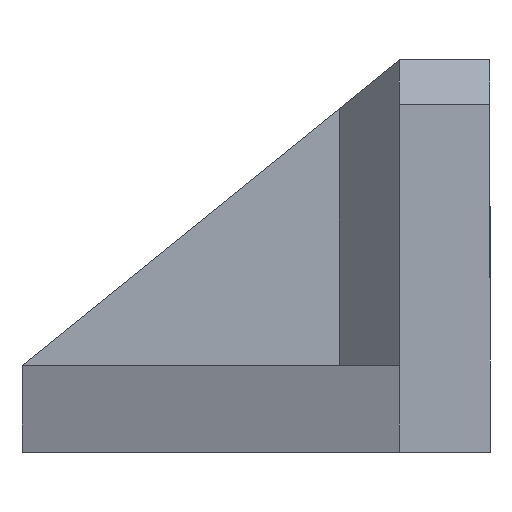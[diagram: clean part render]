
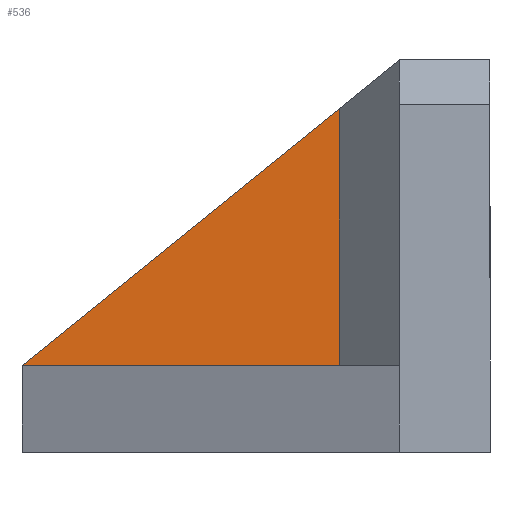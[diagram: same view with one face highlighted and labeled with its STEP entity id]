
A CAD part, front view. The second image highlights one B-rep face of the part: STEP entity #536.
In plain terms, the highlighted planar face has unit normal (0, -1, 0).
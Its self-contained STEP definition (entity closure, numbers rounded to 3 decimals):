
#41 = FACE_OUTER_BOUND ( 'NONE', #526, .T. ) ;
#126 = CARTESIAN_POINT ( 'NONE',  ( -14.263, 40.148, 67.124 ) ) ;
#145 = CARTESIAN_POINT ( 'NONE',  ( 6.737, 40.148, 84.134 ) ) ;
#236 = PLANE ( 'NONE',  #507 ) ;
#266 = CARTESIAN_POINT ( 'NONE',  ( 6.737, 40.148, 67.124 ) ) ;
#302 = ORIENTED_EDGE ( 'NONE', *, *, #496, .F. ) ;
#320 = DIRECTION ( 'NONE',  ( 0., 0., 1. ) ) ;
#327 = EDGE_CURVE ( 'NONE', #417, #1070, #1056, .T. ) ;
#376 = ORIENTED_EDGE ( 'NONE', *, *, #1011, .T. ) ;
#417 = VERTEX_POINT ( 'NONE', #126 ) ;
#449 = CARTESIAN_POINT ( 'NONE',  ( -14.263, 40.148, 73.257 ) ) ;
#487 = ORIENTED_EDGE ( 'NONE', *, *, #327, .T. ) ;
#496 = EDGE_CURVE ( 'NONE', #417, #1156, #694, .T. ) ;
#507 = AXIS2_PLACEMENT_3D ( 'NONE', #449, #838, #917 ) ;
#526 = EDGE_LOOP ( 'NONE', ( #487, #376, #302 ) ) ;
#536 = ADVANCED_FACE ( 'NONE', ( #41 ), #236, .T. ) ;
#651 = DIRECTION ( 'NONE',  ( 1., 0., 0. ) ) ;
#694 = LINE ( 'NONE', #982, #1037 ) ;
#772 = CARTESIAN_POINT ( 'NONE',  ( -14.263, 40.148, 67.124 ) ) ;
#795 = LINE ( 'NONE', #910, #1222 ) ;
#802 = DIRECTION ( 'NONE',  ( 0.777, 0., 0.629 ) ) ;
#838 = DIRECTION ( 'NONE',  ( 0., -1., 0. ) ) ;
#910 = CARTESIAN_POINT ( 'NONE',  ( 6.737, 40.148, 73.257 ) ) ;
#917 = DIRECTION ( 'NONE',  ( 0., 0., -1. ) ) ;
#982 = CARTESIAN_POINT ( 'NONE',  ( -11.264, 40.148, 69.554 ) ) ;
#986 = VECTOR ( 'NONE', #651, 1000. ) ;
#1011 = EDGE_CURVE ( 'NONE', #1070, #1156, #795, .T. ) ;
#1037 = VECTOR ( 'NONE', #802, 1000. ) ;
#1056 = LINE ( 'NONE', #772, #986 ) ;
#1070 = VERTEX_POINT ( 'NONE', #266 ) ;
#1156 = VERTEX_POINT ( 'NONE', #145 ) ;
#1222 = VECTOR ( 'NONE', #320, 1000. ) ;
